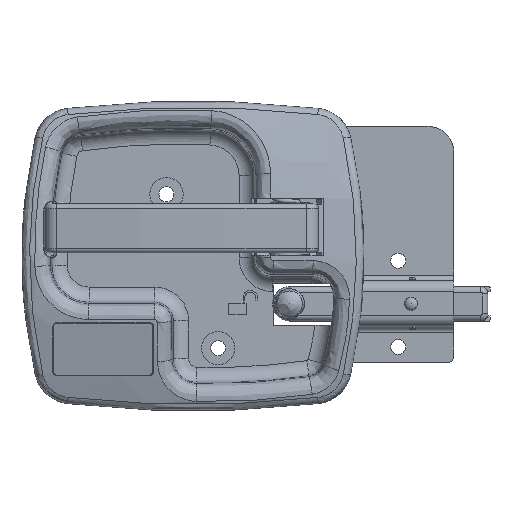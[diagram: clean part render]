
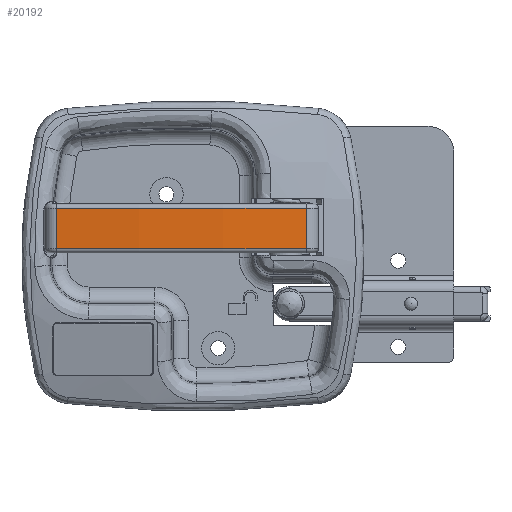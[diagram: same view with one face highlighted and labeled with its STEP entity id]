
A CAD part, top view. The second image highlights one B-rep face of the part: STEP entity #20192.
In plain terms, the highlighted cylindrical face has radius 531.029 mm (diameter 1062.06 mm), a partial arc.
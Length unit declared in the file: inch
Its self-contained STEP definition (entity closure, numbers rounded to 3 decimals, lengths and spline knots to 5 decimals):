
#1853=FACE_OUTER_BOUND('',#2955,.T.);
#2955=EDGE_LOOP('',(#13516,#13517,#13518,#13519));
#4117=LINE('',#30590,#5828);
#4155=LINE('',#30809,#5866);
#5828=VECTOR('',#23207,0.3937);
#5866=VECTOR('',#23401,0.3937);
#7575=CIRCLE('',#21512,20.90665);
#7580=CIRCLE('',#21525,20.90665);
#8170=VERTEX_POINT('',#30586);
#8171=VERTEX_POINT('',#30588);
#8208=VERTEX_POINT('',#30765);
#8210=VERTEX_POINT('',#30791);
#10177=EDGE_CURVE('',#8171,#8170,#4117,.T.);
#10244=EDGE_CURVE('',#8170,#8208,#7575,.T.);
#10255=EDGE_CURVE('',#8210,#8171,#7580,.T.);
#10260=EDGE_CURVE('',#8208,#8210,#4155,.T.);
#13516=ORIENTED_EDGE('',*,*,#10244,.F.);
#13517=ORIENTED_EDGE('',*,*,#10177,.F.);
#13518=ORIENTED_EDGE('',*,*,#10255,.F.);
#13519=ORIENTED_EDGE('',*,*,#10260,.F.);
#18844=CYLINDRICAL_SURFACE('',#21534,20.90665);
#20192=ADVANCED_FACE('',(#1853),#18844,.T.);
#21512=AXIS2_PLACEMENT_3D('',#30775,#23347,#23348);
#21525=AXIS2_PLACEMENT_3D('',#30796,#23379,#23380);
#21534=AXIS2_PLACEMENT_3D('',#30811,#23403,#23404);
#23207=DIRECTION('',(0.,-1.,0.));
#23347=DIRECTION('center_axis',(0.,-1.,0.));
#23348=DIRECTION('ref_axis',(-0.012,0.,1.));
#23379=DIRECTION('center_axis',(0.,1.,0.));
#23380=DIRECTION('ref_axis',(-0.012,0.,1.));
#23401=DIRECTION('',(0.,1.,0.));
#23403=DIRECTION('center_axis',(0.,-1.,0.));
#23404=DIRECTION('ref_axis',(-0.108,0.,0.994));
#30586=CARTESIAN_POINT('',(1.98492,-0.788,1.49304));
#30588=CARTESIAN_POINT('',(1.98492,-0.204,1.49304));
#30590=CARTESIAN_POINT('',(1.98492,-0.496,1.49304));
#30765=CARTESIAN_POINT('',(-1.64152,-0.788,1.4483));
#30775=CARTESIAN_POINT('Origin',(0.42867,-0.788,-19.35561));
#30791=CARTESIAN_POINT('',(-1.64152,-0.204,1.4483));
#30796=CARTESIAN_POINT('Origin',(0.42867,-0.204,-19.35561));
#30809=CARTESIAN_POINT('',(-1.64152,-0.496,1.4483));
#30811=CARTESIAN_POINT('Origin',(0.42867,-0.496,-19.35561));
